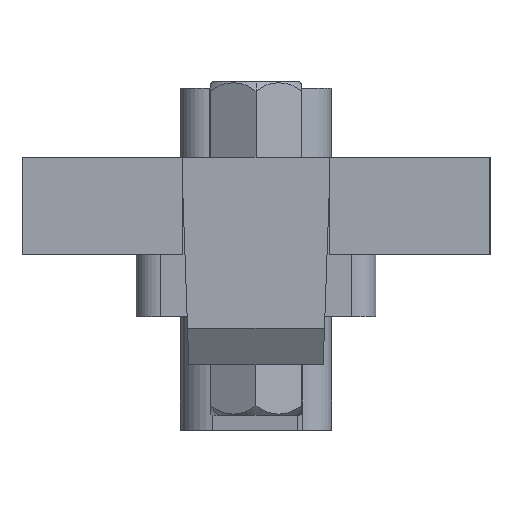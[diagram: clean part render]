
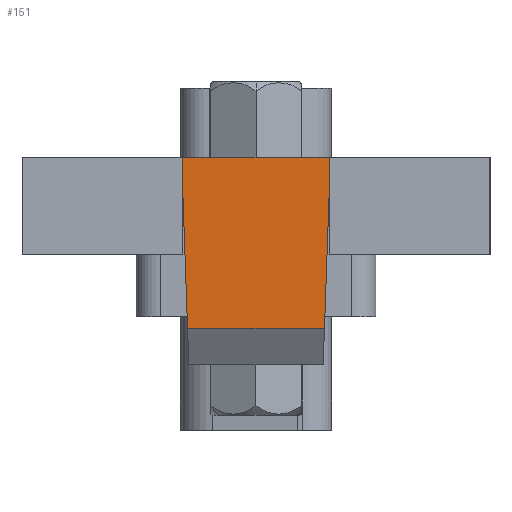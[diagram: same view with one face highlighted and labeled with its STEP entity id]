
A CAD part, left-side view. The second image highlights one B-rep face of the part: STEP entity #151.
In plain terms, the highlighted planar face has unit normal (-1, 0, 0).
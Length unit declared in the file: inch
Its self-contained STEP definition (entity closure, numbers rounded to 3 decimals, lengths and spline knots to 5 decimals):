
#42 = CARTESIAN_POINT ( 'NONE',  ( -0.85, -0.53079, -0.35 ) ) ;
#115 = LINE ( 'NONE', #7290, #7959 ) ;
#151 = ADVANCED_FACE ( 'NONE', ( #6055 ), #8141, .T. ) ;
#250 = VECTOR ( 'NONE', #5797, 39.37008 ) ;
#856 = VECTOR ( 'NONE', #8798, 39.37008 ) ;
#1151 = ORIENTED_EDGE ( 'NONE', *, *, #5176, .F. ) ;
#1481 = VERTEX_POINT ( 'NONE', #7828 ) ;
#1699 = CARTESIAN_POINT ( 'NONE',  ( -0.85, -0.15, 0. ) ) ;
#1720 = CARTESIAN_POINT ( 'NONE',  ( -0.85, -0.1404, -0.35 ) ) ;
#2089 = DIRECTION ( 'NONE',  ( 0., 0.035, -0.999 ) ) ;
#2122 = CARTESIAN_POINT ( 'NONE',  ( -0.85, -0.15046, -0.06172 ) ) ;
#2585 = ORIENTED_EDGE ( 'NONE', *, *, #5381, .T. ) ;
#2740 = CARTESIAN_POINT ( 'NONE',  ( -0.85, 0.15, -0.075 ) ) ;
#2940 = EDGE_CURVE ( 'NONE', #1481, #3753, #9163, .T. ) ;
#3062 = ORIENTED_EDGE ( 'NONE', *, *, #5367, .T. ) ;
#3234 = VECTOR ( 'NONE', #2089, 39.37008 ) ;
#3250 = LINE ( 'NONE', #4774, #7266 ) ;
#3753 = VERTEX_POINT ( 'NONE', #1720 ) ;
#3889 = AXIS2_PLACEMENT_3D ( 'NONE', #7982, #7722, #7542 ) ;
#3910 = DIRECTION ( 'NONE',  ( 0., 1., 0. ) ) ;
#4253 = CARTESIAN_POINT ( 'NONE',  ( -0.85, -0.15, 0. ) ) ;
#4333 = LINE ( 'NONE', #5736, #250 ) ;
#4450 = LINE ( 'NONE', #4253, #9640 ) ;
#4774 = CARTESIAN_POINT ( 'NONE',  ( -0.85, 0.14917, -0.09874 ) ) ;
#4798 = DIRECTION ( 'NONE',  ( 0., -0.035, -0.999 ) ) ;
#4983 = EDGE_CURVE ( 'NONE', #3753, #9292, #6928, .T. ) ;
#5176 = EDGE_CURVE ( 'NONE', #9490, #6021, #4333, .T. ) ;
#5367 = EDGE_CURVE ( 'NONE', #1481, #6881, #115, .T. ) ;
#5381 = EDGE_CURVE ( 'NONE', #6881, #6021, #4450, .T. ) ;
#5736 = CARTESIAN_POINT ( 'NONE',  ( -0.85, 0.15, -0.42504 ) ) ;
#5797 = DIRECTION ( 'NONE',  ( 0., 0., 1. ) ) ;
#6021 = VERTEX_POINT ( 'NONE', #6591 ) ;
#6055 = FACE_OUTER_BOUND ( 'NONE', #8598, .T. ) ;
#6591 = CARTESIAN_POINT ( 'NONE',  ( -0.85, 0.15, 0. ) ) ;
#6645 = CARTESIAN_POINT ( 'NONE',  ( -0.85, 0.1404, -0.35 ) ) ;
#6881 = VERTEX_POINT ( 'NONE', #1699 ) ;
#6928 = LINE ( 'NONE', #42, #856 ) ;
#7266 = VECTOR ( 'NONE', #4798, 39.37008 ) ;
#7290 = CARTESIAN_POINT ( 'NONE',  ( -0.85, -0.15, -0.42504 ) ) ;
#7436 = ORIENTED_EDGE ( 'NONE', *, *, #4983, .F. ) ;
#7542 = DIRECTION ( 'NONE',  ( 0., 1., 0. ) ) ;
#7648 = DIRECTION ( 'NONE',  ( 0., 0., 1. ) ) ;
#7658 = ORIENTED_EDGE ( 'NONE', *, *, #2940, .F. ) ;
#7722 = DIRECTION ( 'NONE',  ( -1., 0., 0. ) ) ;
#7828 = CARTESIAN_POINT ( 'NONE',  ( -0.85, -0.15, -0.075 ) ) ;
#7959 = VECTOR ( 'NONE', #7648, 39.37008 ) ;
#7982 = CARTESIAN_POINT ( 'NONE',  ( -0.85, -0.53079, -0.075 ) ) ;
#8141 = PLANE ( 'NONE',  #3889 ) ;
#8598 = EDGE_LOOP ( 'NONE', ( #7658, #3062, #2585, #1151, #9433, #7436 ) ) ;
#8798 = DIRECTION ( 'NONE',  ( 0., 1., 0. ) ) ;
#8872 = EDGE_CURVE ( 'NONE', #9490, #9292, #3250, .T. ) ;
#9163 = LINE ( 'NONE', #2122, #3234 ) ;
#9292 = VERTEX_POINT ( 'NONE', #6645 ) ;
#9433 = ORIENTED_EDGE ( 'NONE', *, *, #8872, .T. ) ;
#9490 = VERTEX_POINT ( 'NONE', #2740 ) ;
#9640 = VECTOR ( 'NONE', #3910, 39.37008 ) ;
